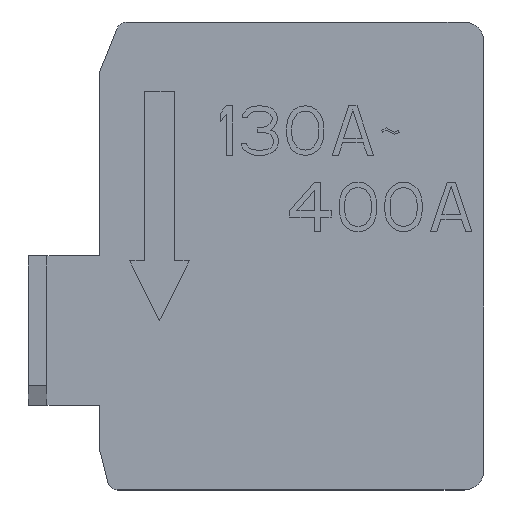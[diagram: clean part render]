
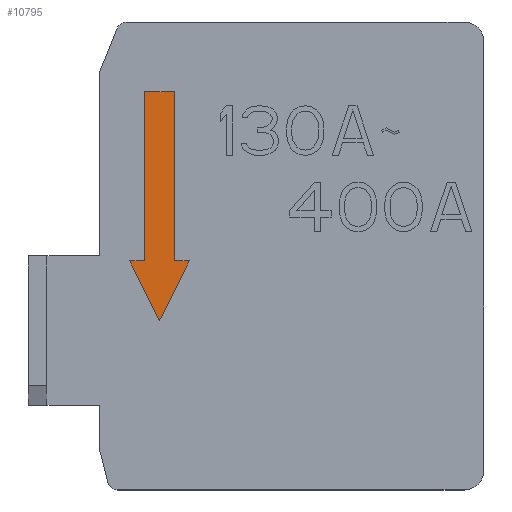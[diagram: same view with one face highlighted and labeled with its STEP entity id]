
A CAD part, top view. The second image highlights one B-rep face of the part: STEP entity #10795.
In plain terms, the highlighted planar face has unit normal (0, 0, 1).
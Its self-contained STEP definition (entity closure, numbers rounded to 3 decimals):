
#173 = PLANE ( 'NONE',  #7911 ) ;
#562 = VERTEX_POINT ( 'NONE', #4829 ) ;
#591 = EDGE_CURVE ( 'NONE', #10915, #10458, #4726, .T. ) ;
#946 = LINE ( 'NONE', #10325, #13225 ) ;
#1131 = ORIENTED_EDGE ( 'NONE', *, *, #14821, .F. ) ;
#2124 = DIRECTION ( 'NONE',  ( -0.447, -0.894, 0. ) ) ;
#2637 = VECTOR ( 'NONE', #11958, 1000. ) ;
#3236 = CARTESIAN_POINT ( 'NONE',  ( -12.4, 16.5, 1.25 ) ) ;
#3440 = CARTESIAN_POINT ( 'NONE',  ( -7.9, -0.5, 1.25 ) ) ;
#3610 = CARTESIAN_POINT ( 'NONE',  ( -9.4, 16.5, 1.25 ) ) ;
#3632 = DIRECTION ( 'NONE',  ( 1., 0., 0. ) ) ;
#3662 = VECTOR ( 'NONE', #15725, 1000. ) ;
#4572 = CARTESIAN_POINT ( 'NONE',  ( 0., 0., 1.25 ) ) ;
#4726 = LINE ( 'NONE', #11489, #12063 ) ;
#4829 = CARTESIAN_POINT ( 'NONE',  ( -10.9, -6.5, 1.25 ) ) ;
#5917 = ORIENTED_EDGE ( 'NONE', *, *, #11933, .F. ) ;
#6071 = CARTESIAN_POINT ( 'NONE',  ( -9.4, 16.5, 1.25 ) ) ;
#7911 = AXIS2_PLACEMENT_3D ( 'NONE', #4572, #9924, #13950 ) ;
#7979 = ORIENTED_EDGE ( 'NONE', *, *, #591, .F. ) ;
#8096 = CARTESIAN_POINT ( 'NONE',  ( -7.9, -0.5, 1.25 ) ) ;
#8864 = CARTESIAN_POINT ( 'NONE',  ( -9.4, -0.5, 1.25 ) ) ;
#8944 = DIRECTION ( 'NONE',  ( 1., 0., 0. ) ) ;
#8981 = LINE ( 'NONE', #11430, #9340 ) ;
#9220 = ORIENTED_EDGE ( 'NONE', *, *, #11795, .F. ) ;
#9340 = VECTOR ( 'NONE', #3632, 1000. ) ;
#9924 = DIRECTION ( 'NONE',  ( 0., 0., 1. ) ) ;
#10123 = EDGE_CURVE ( 'NONE', #10458, #12295, #946, .T. ) ;
#10325 = CARTESIAN_POINT ( 'NONE',  ( -12.4, -0.5, 1.25 ) ) ;
#10356 = ORIENTED_EDGE ( 'NONE', *, *, #13220, .F. ) ;
#10458 = VERTEX_POINT ( 'NONE', #12485 ) ;
#10795 = ADVANCED_FACE ( 'NONE', ( #11232 ), #173, .T. ) ;
#10915 = VERTEX_POINT ( 'NONE', #14220 ) ;
#11019 = VERTEX_POINT ( 'NONE', #8864 ) ;
#11081 = DIRECTION ( 'NONE',  ( -0.447, 0.894, 0. ) ) ;
#11232 = FACE_OUTER_BOUND ( 'NONE', #13919, .T. ) ;
#11430 = CARTESIAN_POINT ( 'NONE',  ( -9.4, -0.5, 1.25 ) ) ;
#11468 = VERTEX_POINT ( 'NONE', #8096 ) ;
#11489 = CARTESIAN_POINT ( 'NONE',  ( -13.9, -0.5, 1.25 ) ) ;
#11775 = LINE ( 'NONE', #3610, #3662 ) ;
#11795 = EDGE_CURVE ( 'NONE', #11019, #11468, #8981, .T. ) ;
#11831 = VECTOR ( 'NONE', #11081, 1000. ) ;
#11933 = EDGE_CURVE ( 'NONE', #12295, #15849, #12041, .T. ) ;
#11958 = DIRECTION ( 'NONE',  ( 1., 0., 0. ) ) ;
#12041 = LINE ( 'NONE', #17237, #2637 ) ;
#12063 = VECTOR ( 'NONE', #8944, 1000. ) ;
#12295 = VERTEX_POINT ( 'NONE', #3236 ) ;
#12407 = CARTESIAN_POINT ( 'NONE',  ( -10.9, -6.5, 1.25 ) ) ;
#12485 = CARTESIAN_POINT ( 'NONE',  ( -12.4, -0.5, 1.25 ) ) ;
#12758 = LINE ( 'NONE', #12407, #11831 ) ;
#13220 = EDGE_CURVE ( 'NONE', #15849, #11019, #11775, .T. ) ;
#13225 = VECTOR ( 'NONE', #15667, 1000. ) ;
#13919 = EDGE_LOOP ( 'NONE', ( #15218, #7979, #16028, #1131, #9220, #10356, #5917 ) ) ;
#13950 = DIRECTION ( 'NONE',  ( 1., 0., 0. ) ) ;
#14220 = CARTESIAN_POINT ( 'NONE',  ( -13.9, -0.5, 1.25 ) ) ;
#14314 = EDGE_CURVE ( 'NONE', #562, #10915, #12758, .T. ) ;
#14821 = EDGE_CURVE ( 'NONE', #11468, #562, #15447, .T. ) ;
#15218 = ORIENTED_EDGE ( 'NONE', *, *, #10123, .F. ) ;
#15447 = LINE ( 'NONE', #3440, #17167 ) ;
#15667 = DIRECTION ( 'NONE',  ( 0., 1., 0. ) ) ;
#15725 = DIRECTION ( 'NONE',  ( 0., -1., 0. ) ) ;
#15849 = VERTEX_POINT ( 'NONE', #6071 ) ;
#16028 = ORIENTED_EDGE ( 'NONE', *, *, #14314, .F. ) ;
#17167 = VECTOR ( 'NONE', #2124, 1000. ) ;
#17237 = CARTESIAN_POINT ( 'NONE',  ( -12.4, 16.5, 1.25 ) ) ;
